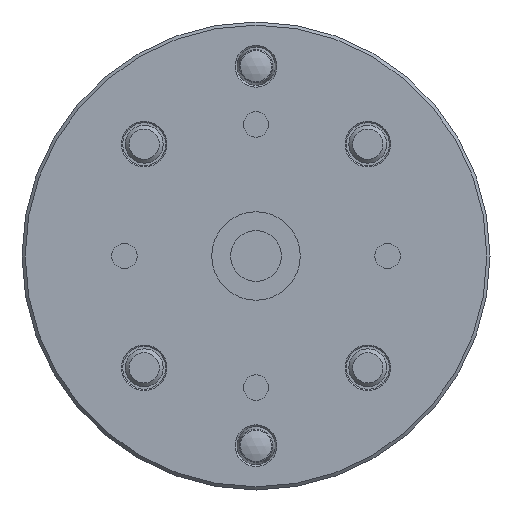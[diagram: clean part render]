
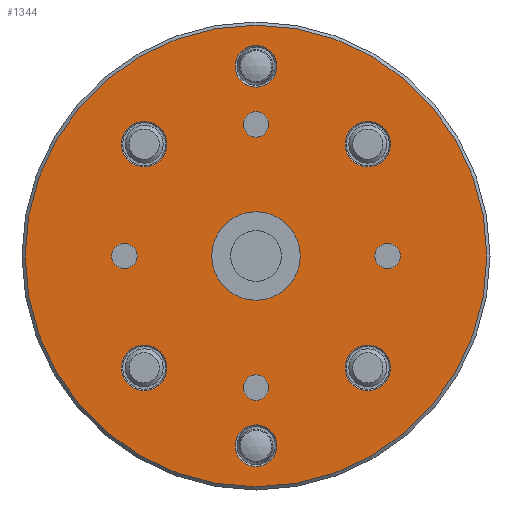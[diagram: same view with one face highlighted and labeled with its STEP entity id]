
A CAD part, front view. The second image highlights one B-rep face of the part: STEP entity #1344.
In plain terms, the highlighted planar face has unit normal (0, -1, 0).
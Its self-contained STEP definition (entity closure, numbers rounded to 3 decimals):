
#35 = ORIENTED_EDGE ( 'NONE', *, *, #10417, .F. ) ;
#431 = CARTESIAN_POINT ( 'NONE',  ( 0., 0., -33.3 ) ) ;
#437 = ORIENTED_EDGE ( 'NONE', *, *, #4747, .T. ) ;
#456 = DIRECTION ( 'NONE',  ( 0., -1., 0. ) ) ;
#488 = FACE_BOUND ( 'NONE', #1043, .T. ) ;
#529 = DIRECTION ( 'NONE',  ( 0., 0., -1. ) ) ;
#636 = EDGE_LOOP ( 'NONE', ( #8554 ) ) ;
#677 = AXIS2_PLACEMENT_3D ( 'NONE', #11137, #5966, #716 ) ;
#692 = EDGE_LOOP ( 'NONE', ( #7723 ) ) ;
#716 = DIRECTION ( 'NONE',  ( 0., 0., 1. ) ) ;
#724 = CIRCLE ( 'NONE', #9196, 2. ) ;
#834 = CARTESIAN_POINT ( 'NONE',  ( -17.678, 0., 17.678 ) ) ;
#880 = DIRECTION ( 'NONE',  ( 0., -1., 0. ) ) ;
#898 = FACE_BOUND ( 'NONE', #6058, .T. ) ;
#1020 = VERTEX_POINT ( 'NONE', #1540 ) ;
#1043 = EDGE_LOOP ( 'NONE', ( #2781 ) ) ;
#1344 = ADVANCED_FACE ( 'NONE', ( #8040, #1726, #9534, #488, #9517, #7181, #4602, #10849, #9128, #10470, #8030, #898 ), #3809, .F. ) ;
#1351 = CARTESIAN_POINT ( 'NONE',  ( 17.678, 0., -14.078 ) ) ;
#1431 = ORIENTED_EDGE ( 'NONE', *, *, #7525, .F. ) ;
#1538 = CARTESIAN_POINT ( 'NONE',  ( 0., 0., -20.8 ) ) ;
#1540 = CARTESIAN_POINT ( 'NONE',  ( -17.678, 0., 21.278 ) ) ;
#1571 = VERTEX_POINT ( 'NONE', #4864 ) ;
#1643 = DIRECTION ( 'NONE',  ( 0., -1., 0. ) ) ;
#1710 = VERTEX_POINT ( 'NONE', #1351 ) ;
#1726 = FACE_BOUND ( 'NONE', #11234, .T. ) ;
#1790 = CIRCLE ( 'NONE', #9830, 3.6 ) ;
#1932 = CIRCLE ( 'NONE', #9069, 3.3 ) ;
#2023 = ORIENTED_EDGE ( 'NONE', *, *, #5577, .F. ) ;
#2203 = EDGE_CURVE ( 'NONE', #3929, #3929, #724, .T. ) ;
#2269 = VERTEX_POINT ( 'NONE', #8392 ) ;
#2294 = EDGE_CURVE ( 'NONE', #8835, #8835, #1932, .T. ) ;
#2330 = AXIS2_PLACEMENT_3D ( 'NONE', #834, #7881, #2727 ) ;
#2413 = DIRECTION ( 'NONE',  ( 0., -1., 0. ) ) ;
#2561 = DIRECTION ( 'NONE',  ( 0., 0., -1. ) ) ;
#2727 = DIRECTION ( 'NONE',  ( 0., 0., 1. ) ) ;
#2781 = ORIENTED_EDGE ( 'NONE', *, *, #2203, .F. ) ;
#2920 = AXIS2_PLACEMENT_3D ( 'NONE', #3904, #4790, #5523 ) ;
#2947 = DIRECTION ( 'NONE',  ( 0., 0., -1. ) ) ;
#2977 = DIRECTION ( 'NONE',  ( 0., -1., 0. ) ) ;
#3321 = CARTESIAN_POINT ( 'NONE',  ( 0., 0., 18.8 ) ) ;
#3359 = AXIS2_PLACEMENT_3D ( 'NONE', #9325, #456, #8417 ) ;
#3396 = EDGE_CURVE ( 'NONE', #9784, #9784, #4735, .T. ) ;
#3809 = PLANE ( 'NONE',  #4077 ) ;
#3822 = EDGE_CURVE ( 'NONE', #2269, #2269, #8028, .T. ) ;
#3843 = DIRECTION ( 'NONE',  ( 0., 0., 1. ) ) ;
#3845 = CIRCLE ( 'NONE', #3359, 2. ) ;
#3904 = CARTESIAN_POINT ( 'NONE',  ( 17.678, 0., -17.678 ) ) ;
#3929 = VERTEX_POINT ( 'NONE', #10905 ) ;
#4010 = CIRCLE ( 'NONE', #7090, 2. ) ;
#4030 = EDGE_LOOP ( 'NONE', ( #8267 ) ) ;
#4077 = AXIS2_PLACEMENT_3D ( 'NONE', #9059, #9886, #3843 ) ;
#4163 = DIRECTION ( 'NONE',  ( 0., -1., 0. ) ) ;
#4347 = EDGE_LOOP ( 'NONE', ( #2023 ) ) ;
#4352 = DIRECTION ( 'NONE',  ( 0., 0., 1. ) ) ;
#4384 = CARTESIAN_POINT ( 'NONE',  ( 0., 0., 0. ) ) ;
#4602 = FACE_BOUND ( 'NONE', #636, .T. ) ;
#4695 = EDGE_LOOP ( 'NONE', ( #437 ) ) ;
#4717 = ORIENTED_EDGE ( 'NONE', *, *, #5643, .T. ) ;
#4735 = CIRCLE ( 'NONE', #5199, 36.5 ) ;
#4747 = EDGE_CURVE ( 'NONE', #7732, #7732, #7401, .T. ) ;
#4790 = DIRECTION ( 'NONE',  ( 0., 1., 0. ) ) ;
#4861 = DIRECTION ( 'NONE',  ( 0., 0., -1. ) ) ;
#4864 = CARTESIAN_POINT ( 'NONE',  ( 0., 0., 7. ) ) ;
#4900 = CARTESIAN_POINT ( 'NONE',  ( -20.8, 0., -2. ) ) ;
#4945 = CIRCLE ( 'NONE', #11213, 7. ) ;
#4959 = ORIENTED_EDGE ( 'NONE', *, *, #5033, .T. ) ;
#5033 = EDGE_CURVE ( 'NONE', #6903, #6903, #1790, .T. ) ;
#5037 = EDGE_LOOP ( 'NONE', ( #4959 ) ) ;
#5068 = EDGE_LOOP ( 'NONE', ( #4717 ) ) ;
#5191 = CARTESIAN_POINT ( 'NONE',  ( 0., 0., -30. ) ) ;
#5199 = AXIS2_PLACEMENT_3D ( 'NONE', #8372, #1643, #529 ) ;
#5523 = DIRECTION ( 'NONE',  ( 0., 0., 1. ) ) ;
#5577 = EDGE_CURVE ( 'NONE', #11224, #11224, #10355, .T. ) ;
#5643 = EDGE_CURVE ( 'NONE', #1710, #1710, #8059, .T. ) ;
#5865 = DIRECTION ( 'NONE',  ( 0., -1., 0. ) ) ;
#5966 = DIRECTION ( 'NONE',  ( 0., 1., 0. ) ) ;
#6058 = EDGE_LOOP ( 'NONE', ( #11189 ) ) ;
#6515 = CARTESIAN_POINT ( 'NONE',  ( 0., 0., -36.5 ) ) ;
#6597 = CARTESIAN_POINT ( 'NONE',  ( 17.678, 0., 21.278 ) ) ;
#6689 = DIRECTION ( 'NONE',  ( 0., 0., -1. ) ) ;
#6690 = CIRCLE ( 'NONE', #2330, 3.6 ) ;
#6858 = EDGE_LOOP ( 'NONE', ( #35 ) ) ;
#6862 = EDGE_CURVE ( 'NONE', #1571, #1571, #4945, .T. ) ;
#6903 = VERTEX_POINT ( 'NONE', #6597 ) ;
#7090 = AXIS2_PLACEMENT_3D ( 'NONE', #10983, #5865, #4861 ) ;
#7159 = VERTEX_POINT ( 'NONE', #4900 ) ;
#7181 = FACE_BOUND ( 'NONE', #4695, .T. ) ;
#7267 = EDGE_LOOP ( 'NONE', ( #7382 ) ) ;
#7382 = ORIENTED_EDGE ( 'NONE', *, *, #3822, .F. ) ;
#7401 = CIRCLE ( 'NONE', #677, 3.6 ) ;
#7525 = EDGE_CURVE ( 'NONE', #7159, #7159, #4010, .T. ) ;
#7723 = ORIENTED_EDGE ( 'NONE', *, *, #2294, .F. ) ;
#7727 = VERTEX_POINT ( 'NONE', #3321 ) ;
#7732 = VERTEX_POINT ( 'NONE', #9155 ) ;
#7734 = DIRECTION ( 'NONE',  ( 0., 0., -1. ) ) ;
#7881 = DIRECTION ( 'NONE',  ( 0., 1., 0. ) ) ;
#8028 = CIRCLE ( 'NONE', #10170, 2. ) ;
#8030 = FACE_BOUND ( 'NONE', #4347, .T. ) ;
#8040 = FACE_OUTER_BOUND ( 'NONE', #4030, .T. ) ;
#8059 = CIRCLE ( 'NONE', #2920, 3.6 ) ;
#8201 = CARTESIAN_POINT ( 'NONE',  ( 0., 0., 30. ) ) ;
#8267 = ORIENTED_EDGE ( 'NONE', *, *, #3396, .T. ) ;
#8275 = CARTESIAN_POINT ( 'NONE',  ( 0., 0., 26.7 ) ) ;
#8372 = CARTESIAN_POINT ( 'NONE',  ( 0., 0., 0. ) ) ;
#8392 = CARTESIAN_POINT ( 'NONE',  ( 0., 0., -22.8 ) ) ;
#8417 = DIRECTION ( 'NONE',  ( 0., 0., -1. ) ) ;
#8554 = ORIENTED_EDGE ( 'NONE', *, *, #10562, .T. ) ;
#8835 = VERTEX_POINT ( 'NONE', #431 ) ;
#8940 = CARTESIAN_POINT ( 'NONE',  ( 17.678, 0., 17.678 ) ) ;
#9059 = CARTESIAN_POINT ( 'NONE',  ( -6., 0., 0. ) ) ;
#9069 = AXIS2_PLACEMENT_3D ( 'NONE', #5191, #10399, #2561 ) ;
#9128 = FACE_BOUND ( 'NONE', #5068, .T. ) ;
#9155 = CARTESIAN_POINT ( 'NONE',  ( -17.678, 0., -14.078 ) ) ;
#9196 = AXIS2_PLACEMENT_3D ( 'NONE', #9428, #2413, #6689 ) ;
#9325 = CARTESIAN_POINT ( 'NONE',  ( 0., 0., 20.8 ) ) ;
#9428 = CARTESIAN_POINT ( 'NONE',  ( 20.8, 0., 0. ) ) ;
#9517 = FACE_BOUND ( 'NONE', #7267, .T. ) ;
#9534 = FACE_BOUND ( 'NONE', #6858, .T. ) ;
#9784 = VERTEX_POINT ( 'NONE', #6515 ) ;
#9830 = AXIS2_PLACEMENT_3D ( 'NONE', #8940, #10628, #10661 ) ;
#9886 = DIRECTION ( 'NONE',  ( 0., 1., 0. ) ) ;
#10170 = AXIS2_PLACEMENT_3D ( 'NONE', #1538, #4163, #7734 ) ;
#10355 = CIRCLE ( 'NONE', #10707, 3.3 ) ;
#10399 = DIRECTION ( 'NONE',  ( 0., -1., 0. ) ) ;
#10417 = EDGE_CURVE ( 'NONE', #7727, #7727, #3845, .T. ) ;
#10470 = FACE_BOUND ( 'NONE', #692, .T. ) ;
#10562 = EDGE_CURVE ( 'NONE', #1020, #1020, #6690, .T. ) ;
#10628 = DIRECTION ( 'NONE',  ( 0., 1., 0. ) ) ;
#10661 = DIRECTION ( 'NONE',  ( 0., 0., 1. ) ) ;
#10707 = AXIS2_PLACEMENT_3D ( 'NONE', #8201, #2977, #2947 ) ;
#10849 = FACE_BOUND ( 'NONE', #5037, .T. ) ;
#10905 = CARTESIAN_POINT ( 'NONE',  ( 20.8, 0., -2. ) ) ;
#10983 = CARTESIAN_POINT ( 'NONE',  ( -20.8, 0., 0. ) ) ;
#11137 = CARTESIAN_POINT ( 'NONE',  ( -17.678, 0., -17.678 ) ) ;
#11189 = ORIENTED_EDGE ( 'NONE', *, *, #6862, .F. ) ;
#11213 = AXIS2_PLACEMENT_3D ( 'NONE', #4384, #880, #4352 ) ;
#11224 = VERTEX_POINT ( 'NONE', #8275 ) ;
#11234 = EDGE_LOOP ( 'NONE', ( #1431 ) ) ;
